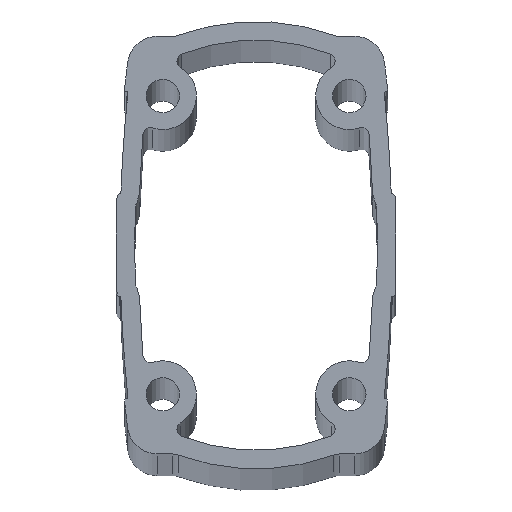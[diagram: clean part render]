
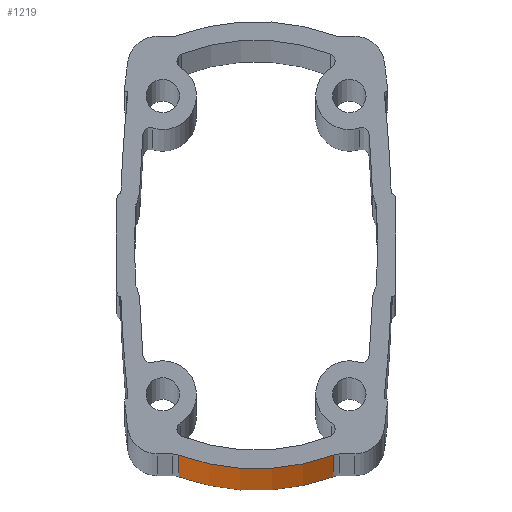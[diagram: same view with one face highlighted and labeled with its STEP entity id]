
A CAD part, top view. The second image highlights one B-rep face of the part: STEP entity #1219.
In plain terms, the highlighted cylindrical face has radius 36 mm (diameter 72 mm), a partial arc.
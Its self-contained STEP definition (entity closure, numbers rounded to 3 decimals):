
#24 = ORIENTED_EDGE ( 'NONE', *, *, #957, .T. ) ;
#51 = AXIS2_PLACEMENT_3D ( 'NONE', #190, #202, #1261 ) ;
#154 = DIRECTION ( 'NONE',  ( 0., 0., 1. ) ) ;
#190 = CARTESIAN_POINT ( 'NONE',  ( 0., 0., 1816.91 ) ) ;
#202 = DIRECTION ( 'NONE',  ( 0., 0., 1. ) ) ;
#206 = CARTESIAN_POINT ( 'NONE',  ( -12.434, -33.785, 1816.91 ) ) ;
#214 = VERTEX_POINT ( 'NONE', #3005 ) ;
#320 = CARTESIAN_POINT ( 'NONE',  ( 0., 0., -183.09 ) ) ;
#366 = CIRCLE ( 'NONE', #2026, 36. ) ;
#408 = ORIENTED_EDGE ( 'NONE', *, *, #470, .F. ) ;
#411 = CIRCLE ( 'NONE', #51, 36. ) ;
#431 = LINE ( 'NONE', #1171, #3127 ) ;
#443 = CARTESIAN_POINT ( 'NONE',  ( 0., 0., 302.91 ) ) ;
#470 = EDGE_CURVE ( 'NONE', #214, #3428, #2408, .T. ) ;
#957 = EDGE_CURVE ( 'NONE', #1046, #1843, #431, .T. ) ;
#1046 = VERTEX_POINT ( 'NONE', #1144 ) ;
#1144 = CARTESIAN_POINT ( 'NONE',  ( 12.434, -33.785, -183.09 ) ) ;
#1171 = CARTESIAN_POINT ( 'NONE',  ( 12.434, -33.785, 302.91 ) ) ;
#1219 = ADVANCED_FACE ( 'NONE', ( #3032 ), #2312, .T. ) ;
#1261 = DIRECTION ( 'NONE',  ( 0., 1., 0. ) ) ;
#1843 = VERTEX_POINT ( 'NONE', #3393 ) ;
#1873 = AXIS2_PLACEMENT_3D ( 'NONE', #443, #154, #2063 ) ;
#1931 = DIRECTION ( 'NONE',  ( 0., 0., 1. ) ) ;
#1945 = VECTOR ( 'NONE', #2361, 1000. ) ;
#2026 = AXIS2_PLACEMENT_3D ( 'NONE', #320, #3258, #2494 ) ;
#2063 = DIRECTION ( 'NONE',  ( -1., 0., 0. ) ) ;
#2312 = CYLINDRICAL_SURFACE ( 'NONE', #1873, 36. ) ;
#2361 = DIRECTION ( 'NONE',  ( 0., 0., 1. ) ) ;
#2379 = EDGE_CURVE ( 'NONE', #3428, #1843, #411, .T. ) ;
#2408 = LINE ( 'NONE', #2654, #1945 ) ;
#2494 = DIRECTION ( 'NONE',  ( -1., 0., 0. ) ) ;
#2654 = CARTESIAN_POINT ( 'NONE',  ( -12.434, -33.785, 302.91 ) ) ;
#2707 = ORIENTED_EDGE ( 'NONE', *, *, #3065, .T. ) ;
#3005 = CARTESIAN_POINT ( 'NONE',  ( -12.434, -33.785, -183.09 ) ) ;
#3032 = FACE_OUTER_BOUND ( 'NONE', #3494, .T. ) ;
#3065 = EDGE_CURVE ( 'NONE', #214, #1046, #366, .T. ) ;
#3127 = VECTOR ( 'NONE', #1931, 1000. ) ;
#3254 = ORIENTED_EDGE ( 'NONE', *, *, #2379, .F. ) ;
#3258 = DIRECTION ( 'NONE',  ( 0., 0., 1. ) ) ;
#3393 = CARTESIAN_POINT ( 'NONE',  ( 12.434, -33.785, 1816.91 ) ) ;
#3428 = VERTEX_POINT ( 'NONE', #206 ) ;
#3494 = EDGE_LOOP ( 'NONE', ( #24, #3254, #408, #2707 ) ) ;
